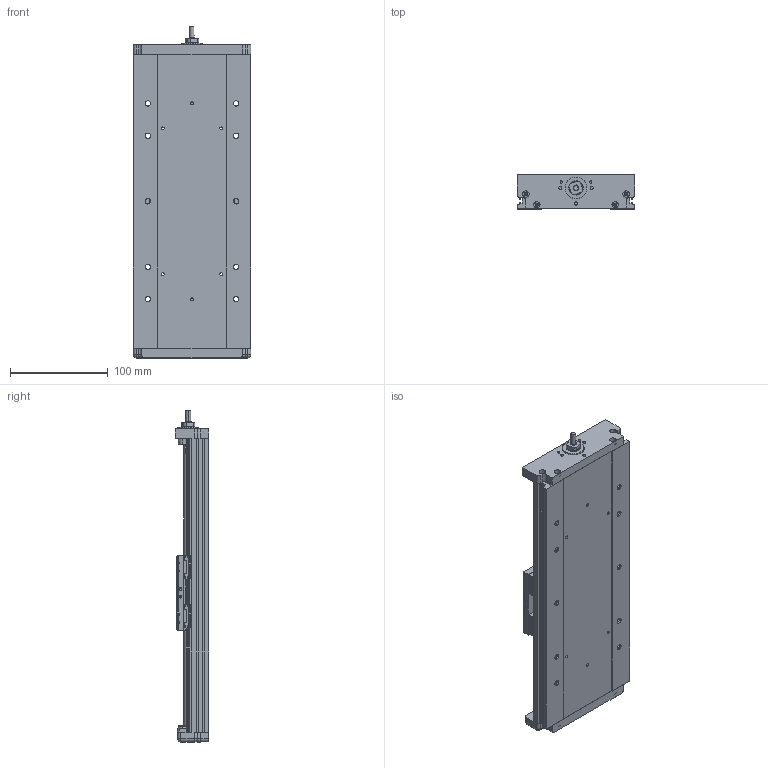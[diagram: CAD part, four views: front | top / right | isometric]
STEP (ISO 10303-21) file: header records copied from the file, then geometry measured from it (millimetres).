
FILE_DESCRIPTION (( 'STEP AP203' ), '1' );
FILE_NAME ('LAHP-33WTM210LP25.step', '2020-12-09T22:32:07', ( '' ), ( '' ), 'SwSTEP 2.0', 'SolidWorks 2019', '' );
FILE_SCHEMA (( 'CONFIG_CONTROL_DESIGN' ));
Length unit declared in the file: inch
Products named in the file (3): LAHP-33WTM210LP25_CARRIAGE; LAHP-33WTM210LP25; LAHP-33WTM210LP25_BASE
Assembly tree (2 placements, depth 2):
  LAHP-33WTM210LP25
    LAHP-33WTM210LP25_BASE
    LAHP-33WTM210LP25_CARRIAGE
Bounding box: 120 x 34.59 x 339.06 mm (x, y, z)
Volume: 607162.6 mm3; surface area: 177949.3 mm2
Topology: 2 solids, 13 shells, 1443 faces, 3591 edges, 2230 vertices
Faces by surface type: cylinder 670, plane 547, cone 206, bspline 14, torus 6
Entity records: 43108 total; most frequent: CARTESIAN_POINT 8014, DIRECTION 7723, ORIENTED_EDGE 6858, EDGE_CURVE 3429, AXIS2_PLACEMENT_3D 2928, VERTEX_POINT 2230, VECTOR 1867, LINE 1867
